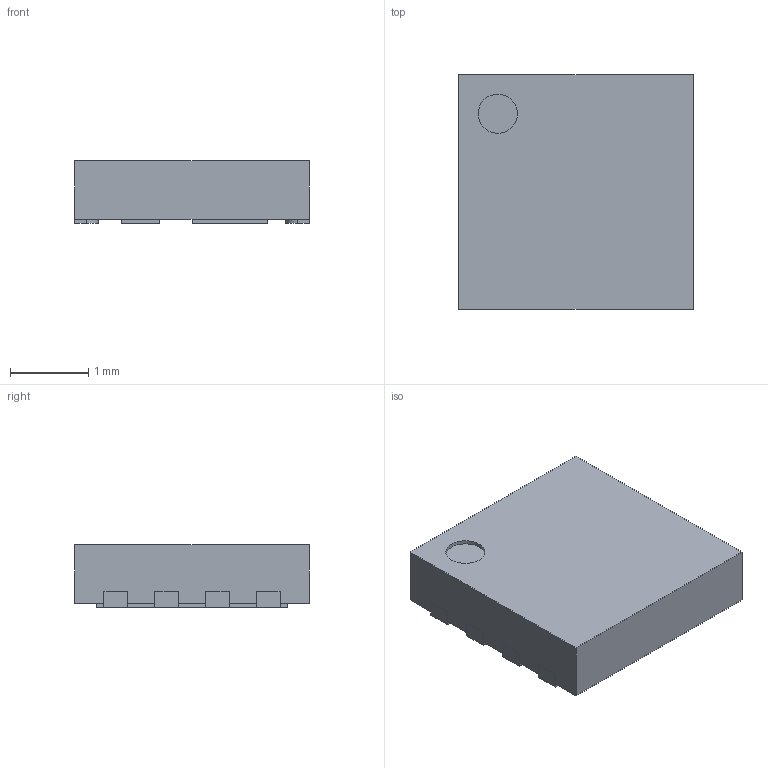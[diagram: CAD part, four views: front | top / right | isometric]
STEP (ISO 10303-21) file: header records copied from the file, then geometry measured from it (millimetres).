
FILE_DESCRIPTION(/* description */ (''),/* implementation_level */ '2;1');
FILE_NAME(/* name */ 'FAIRCHILD_FDMC8200.stp',/* time_stamp */ '2016-03-09T13:11:34+01:00',/* author */ ('riccim'),/* organization */ (''),/* preprocessor_version */ 'ST-DEVELOPER v15.5',/* originating_system */ 'AutoCAD Mechanical',/* authorisation */ '');
FILE_SCHEMA (('AUTOMOTIVE_DESIGN { 1 0 10303 214 3 1 1 }'));
Length unit declared in the file: millimetre
Products named in the file (1): Product
Bounding box: 3 x 3 x 0.8 mm (x, y, z)
Volume: 6.9 mm3; surface area: 42.2 mm2
Topology: 11 solids, 11 shells, 110 faces, 255 edges, 170 vertices
Faces by surface type: plane 93, cylinder 17
Full cylindrical faces by diameter (mm): 0.5 x1
Entity records: 3117 total; most frequent: CARTESIAN_POINT 535, DIRECTION 510, ORIENTED_EDGE 508, EDGE_CURVE 254, LINE 220, VECTOR 220, VERTEX_POINT 170, AXIS2_PLACEMENT_3D 145
